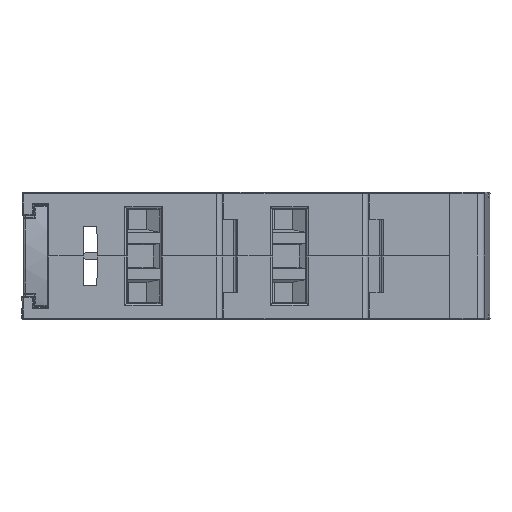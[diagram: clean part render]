
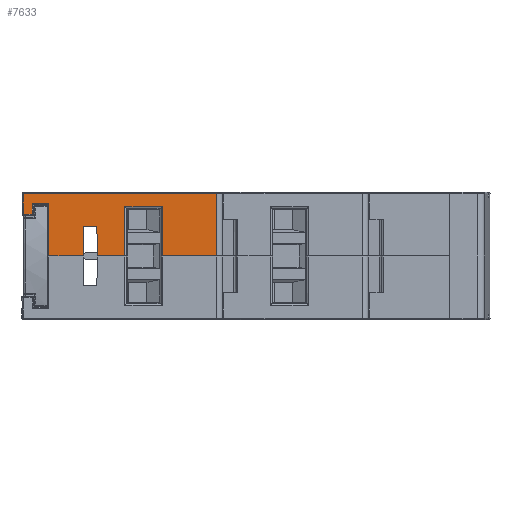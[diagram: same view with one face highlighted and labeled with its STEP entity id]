
A CAD part, front view. The second image highlights one B-rep face of the part: STEP entity #7633.
In plain terms, the highlighted planar face has unit normal (0, -1, 0).
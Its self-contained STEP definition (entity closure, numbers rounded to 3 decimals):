
#391 = VECTOR ( 'NONE', #29126, 1000. ) ;
#472 = VERTEX_POINT ( 'NONE', #40936 ) ;
#992 = PLANE ( 'NONE',  #28094 ) ;
#1111 = CARTESIAN_POINT ( 'NONE',  ( -41.001, -50.719, 3.275 ) ) ;
#1496 = ORIENTED_EDGE ( 'NONE', *, *, #46361, .T. ) ;
#2046 = CARTESIAN_POINT ( 'NONE',  ( -60.084, -50.719, 3.275 ) ) ;
#2257 = DIRECTION ( 'NONE',  ( 0., 0., -1. ) ) ;
#3329 = LINE ( 'NONE', #44550, #25377 ) ;
#3339 = LINE ( 'NONE', #16309, #14657 ) ;
#3379 = EDGE_CURVE ( 'NONE', #45935, #5003, #48275, .T. ) ;
#3670 = CARTESIAN_POINT ( 'NONE',  ( -41.001, -50.719, -0.725 ) ) ;
#3783 = CARTESIAN_POINT ( 'NONE',  ( -68.301, -50.719, 8.025 ) ) ;
#3893 = LINE ( 'NONE', #1111, #49834 ) ;
#4048 = CARTESIAN_POINT ( 'NONE',  ( -58.219, -50.719, 3.275 ) ) ;
#5003 = VERTEX_POINT ( 'NONE', #29053 ) ;
#5437 = CARTESIAN_POINT ( 'NONE',  ( -41.001, -50.719, 8.025 ) ) ;
#6356 = ORIENTED_EDGE ( 'NONE', *, *, #22596, .T. ) ;
#6860 = CARTESIAN_POINT ( 'NONE',  ( -41.001, -50.719, 4.975 ) ) ;
#7633 = ADVANCED_FACE ( 'NONE', ( #46555 ), #992, .F. ) ;
#7852 = EDGE_CURVE ( 'NONE', #51580, #36156, #19253, .T. ) ;
#8861 = VERTEX_POINT ( 'NONE', #4048 ) ;
#9248 = DIRECTION ( 'NONE',  ( -1., 0., 0. ) ) ;
#9369 = ORIENTED_EDGE ( 'NONE', *, *, #3379, .T. ) ;
#10321 = EDGE_CURVE ( 'NONE', #31556, #13249, #3339, .T. ) ;
#10333 = DIRECTION ( 'NONE',  ( 1., 0., 0. ) ) ;
#10763 = CARTESIAN_POINT ( 'NONE',  ( -68.301, -50.719, 4.975 ) ) ;
#11095 = EDGE_CURVE ( 'NONE', #8861, #51580, #3893, .T. ) ;
#11137 = ORIENTED_EDGE ( 'NONE', *, *, #50450, .T. ) ;
#11169 = VECTOR ( 'NONE', #30456, 1000. ) ;
#11258 = CARTESIAN_POINT ( 'NONE',  ( -41.801, -50.719, 8.025 ) ) ;
#12078 = VECTOR ( 'NONE', #23233, 1000. ) ;
#13249 = VERTEX_POINT ( 'NONE', #21920 ) ;
#13618 = VECTOR ( 'NONE', #2257, 1000. ) ;
#14565 = CARTESIAN_POINT ( 'NONE',  ( -41.001, -50.719, 6.475 ) ) ;
#14657 = VECTOR ( 'NONE', #31966, 1000. ) ;
#14843 = VECTOR ( 'NONE', #36560, 1000. ) ;
#15586 = CARTESIAN_POINT ( 'NONE',  ( -49.218, -50.719, -0.725 ) ) ;
#16309 = CARTESIAN_POINT ( 'NONE',  ( -54.385, -50.719, 8.025 ) ) ;
#16671 = CARTESIAN_POINT ( 'NONE',  ( -41.001, -50.719, -0.725 ) ) ;
#16860 = LINE ( 'NONE', #28030, #17511 ) ;
#17123 = EDGE_CURVE ( 'NONE', #31802, #8861, #33149, .T. ) ;
#17511 = VECTOR ( 'NONE', #28540, 1000. ) ;
#17794 = EDGE_CURVE ( 'NONE', #37921, #22286, #24850, .T. ) ;
#18091 = ORIENTED_EDGE ( 'NONE', *, *, #17794, .T. ) ;
#18705 = VECTOR ( 'NONE', #10333, 1000. ) ;
#19012 = LINE ( 'NONE', #3670, #38510 ) ;
#19253 = LINE ( 'NONE', #39440, #21753 ) ;
#19853 = DIRECTION ( 'NONE',  ( 1., 0., 0. ) ) ;
#19966 = LINE ( 'NONE', #16671, #391 ) ;
#19991 = VERTEX_POINT ( 'NONE', #33771 ) ;
#20161 = CARTESIAN_POINT ( 'NONE',  ( -60.119, -50.719, -0.725 ) ) ;
#20220 = VECTOR ( 'NONE', #36276, 1000. ) ;
#21269 = DIRECTION ( 'NONE',  ( 0., 1., 0. ) ) ;
#21753 = VECTOR ( 'NONE', #31937, 1000. ) ;
#21920 = CARTESIAN_POINT ( 'NONE',  ( -54.385, -50.719, 6.008 ) ) ;
#22286 = VERTEX_POINT ( 'NONE', #15586 ) ;
#22596 = EDGE_CURVE ( 'NONE', #31802, #31556, #19966, .T. ) ;
#22690 = CARTESIAN_POINT ( 'NONE',  ( -49.218, -50.719, 6.008 ) ) ;
#22847 = EDGE_CURVE ( 'NONE', #5003, #19991, #31918, .T. ) ;
#23233 = DIRECTION ( 'NONE',  ( 0., 0., -1. ) ) ;
#24850 = LINE ( 'NONE', #42975, #32437 ) ;
#25377 = VECTOR ( 'NONE', #32292, 1000. ) ;
#26557 = VERTEX_POINT ( 'NONE', #48898 ) ;
#27095 = CARTESIAN_POINT ( 'NONE',  ( -64.801, -50.719, 8.025 ) ) ;
#27205 = CARTESIAN_POINT ( 'NONE',  ( -54.385, -50.719, -0.725 ) ) ;
#28030 = CARTESIAN_POINT ( 'NONE',  ( -41.001, -50.719, 7.825 ) ) ;
#28094 = AXIS2_PLACEMENT_3D ( 'NONE', #5437, #21269, #33576 ) ;
#28236 = CARTESIAN_POINT ( 'NONE',  ( -41.001, -50.719, 6.008 ) ) ;
#28540 = DIRECTION ( 'NONE',  ( -1., 0., 0. ) ) ;
#28775 = CARTESIAN_POINT ( 'NONE',  ( -58.184, -50.719, -0.725 ) ) ;
#28918 = ORIENTED_EDGE ( 'NONE', *, *, #11095, .F. ) ;
#29053 = CARTESIAN_POINT ( 'NONE',  ( -64.801, -50.719, 6.475 ) ) ;
#29126 = DIRECTION ( 'NONE',  ( 1., 0., 0. ) ) ;
#29986 = EDGE_CURVE ( 'NONE', #472, #41569, #42268, .T. ) ;
#30456 = DIRECTION ( 'NONE',  ( 1., 0., 0. ) ) ;
#31556 = VERTEX_POINT ( 'NONE', #27205 ) ;
#31802 = VERTEX_POINT ( 'NONE', #28775 ) ;
#31918 = LINE ( 'NONE', #27095, #13618 ) ;
#31937 = DIRECTION ( 'NONE',  ( -0.009, 0., -1. ) ) ;
#31966 = DIRECTION ( 'NONE',  ( 0., 0., 1. ) ) ;
#32076 = CARTESIAN_POINT ( 'NONE',  ( -67.101, -50.719, 8.025 ) ) ;
#32287 = DIRECTION ( 'NONE',  ( 1., 0., 0. ) ) ;
#32292 = DIRECTION ( 'NONE',  ( 1., 0., 0. ) ) ;
#32437 = VECTOR ( 'NONE', #51110, 1000. ) ;
#32534 = EDGE_CURVE ( 'NONE', #41569, #36829, #45167, .T. ) ;
#32603 = ORIENTED_EDGE ( 'NONE', *, *, #17123, .F. ) ;
#33051 = ORIENTED_EDGE ( 'NONE', *, *, #10321, .T. ) ;
#33149 = LINE ( 'NONE', #40890, #14843 ) ;
#33310 = CARTESIAN_POINT ( 'NONE',  ( -67.101, -50.719, 4.975 ) ) ;
#33576 = DIRECTION ( 'NONE',  ( -1., 0., 0. ) ) ;
#33771 = CARTESIAN_POINT ( 'NONE',  ( -64.801, -50.719, -0.725 ) ) ;
#34197 = ORIENTED_EDGE ( 'NONE', *, *, #46828, .T. ) ;
#36156 = VERTEX_POINT ( 'NONE', #20161 ) ;
#36276 = DIRECTION ( 'NONE',  ( 0., 0., 1. ) ) ;
#36560 = DIRECTION ( 'NONE',  ( -0.009, 0., 1. ) ) ;
#36829 = VERTEX_POINT ( 'NONE', #33310 ) ;
#37333 = ORIENTED_EDGE ( 'NONE', *, *, #22847, .T. ) ;
#37921 = VERTEX_POINT ( 'NONE', #22690 ) ;
#38058 = ORIENTED_EDGE ( 'NONE', *, *, #47697, .T. ) ;
#38219 = LINE ( 'NONE', #11258, #41333 ) ;
#38359 = EDGE_LOOP ( 'NONE', ( #38058, #1496, #11137, #41264, #50684, #41209, #9369, #37333, #50864, #44469, #28918, #32603, #6356, #33051, #34197, #18091 ) ) ;
#38455 = LINE ( 'NONE', #32076, #20220 ) ;
#38495 = VERTEX_POINT ( 'NONE', #42818 ) ;
#38510 = VECTOR ( 'NONE', #19853, 1000. ) ;
#38770 = LINE ( 'NONE', #28236, #46975 ) ;
#39332 = EDGE_CURVE ( 'NONE', #19991, #36156, #3329, .T. ) ;
#39440 = CARTESIAN_POINT ( 'NONE',  ( -60.041, -50.719, 8.191 ) ) ;
#40890 = CARTESIAN_POINT ( 'NONE',  ( -58.259, -50.719, 7.874 ) ) ;
#40936 = CARTESIAN_POINT ( 'NONE',  ( -68.301, -50.719, 7.825 ) ) ;
#41209 = ORIENTED_EDGE ( 'NONE', *, *, #48153, .T. ) ;
#41264 = ORIENTED_EDGE ( 'NONE', *, *, #29986, .T. ) ;
#41333 = VECTOR ( 'NONE', #43417, 1000. ) ;
#41569 = VERTEX_POINT ( 'NONE', #10763 ) ;
#42268 = LINE ( 'NONE', #3783, #12078 ) ;
#42818 = CARTESIAN_POINT ( 'NONE',  ( -41.801, -50.719, -0.725 ) ) ;
#42975 = CARTESIAN_POINT ( 'NONE',  ( -49.218, -50.719, 8.025 ) ) ;
#43417 = DIRECTION ( 'NONE',  ( 0., 0., 1. ) ) ;
#44469 = ORIENTED_EDGE ( 'NONE', *, *, #7852, .F. ) ;
#44550 = CARTESIAN_POINT ( 'NONE',  ( -41.001, -50.719, -0.725 ) ) ;
#45167 = LINE ( 'NONE', #6860, #11169 ) ;
#45393 = CARTESIAN_POINT ( 'NONE',  ( -67.101, -50.719, 6.475 ) ) ;
#45935 = VERTEX_POINT ( 'NONE', #45393 ) ;
#46361 = EDGE_CURVE ( 'NONE', #38495, #26557, #38219, .T. ) ;
#46555 = FACE_OUTER_BOUND ( 'NONE', #38359, .T. ) ;
#46828 = EDGE_CURVE ( 'NONE', #13249, #37921, #38770, .T. ) ;
#46975 = VECTOR ( 'NONE', #32287, 1000. ) ;
#47697 = EDGE_CURVE ( 'NONE', #22286, #38495, #19012, .T. ) ;
#48153 = EDGE_CURVE ( 'NONE', #36829, #45935, #38455, .T. ) ;
#48275 = LINE ( 'NONE', #14565, #18705 ) ;
#48898 = CARTESIAN_POINT ( 'NONE',  ( -41.801, -50.719, 7.825 ) ) ;
#49834 = VECTOR ( 'NONE', #9248, 1000. ) ;
#50450 = EDGE_CURVE ( 'NONE', #26557, #472, #16860, .T. ) ;
#50684 = ORIENTED_EDGE ( 'NONE', *, *, #32534, .T. ) ;
#50864 = ORIENTED_EDGE ( 'NONE', *, *, #39332, .T. ) ;
#51110 = DIRECTION ( 'NONE',  ( 0., 0., -1. ) ) ;
#51580 = VERTEX_POINT ( 'NONE', #2046 ) ;
